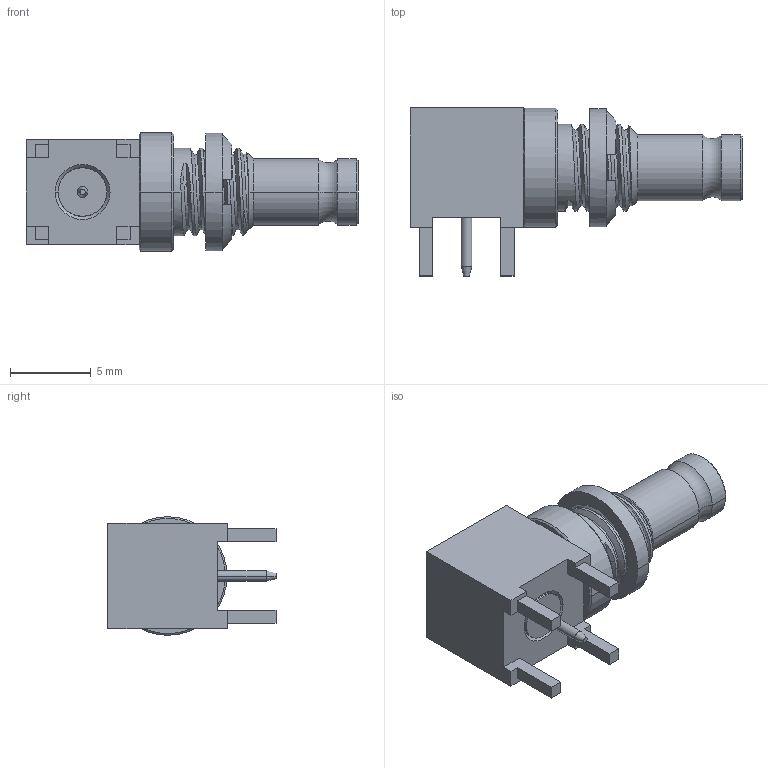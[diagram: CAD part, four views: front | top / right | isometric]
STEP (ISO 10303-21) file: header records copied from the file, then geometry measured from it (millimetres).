
FILE_DESCRIPTION((''),'2;1');
FILE_NAME('1236252L1-019-3GT5GP-_SW0001','2020-04-30T',('Viji'),(''),'CREO PARAMETRIC BY PTC INC, 2018360','CREO PARAMETRIC BY PTC INC, 2018360','');
FILE_SCHEMA(('CONFIG_CONTROL_DESIGN'));
Length unit declared in the file: inch
Products named in the file (1): 1236252L1-019-3GT5GP-_SW0001
Bounding box: 20.54 x 10.41 x 7.34 mm (x, y, z)
Volume: 575.5 mm3; surface area: 726.9 mm2
Topology: 1 solids, 1 shells, 159 faces, 447 edges, 284 vertices
Faces by surface type: plane 71, cylinder 34, cone 30, bspline 22, torus 2
Entity records: 9301 total; most frequent: CARTESIAN_POINT 5411, ORIENTED_EDGE 890, DIRECTION 685, EDGE_CURVE 445, VERTEX_POINT 284, AXIS2_PLACEMENT_3D 244, VECTOR 197, LINE 197
